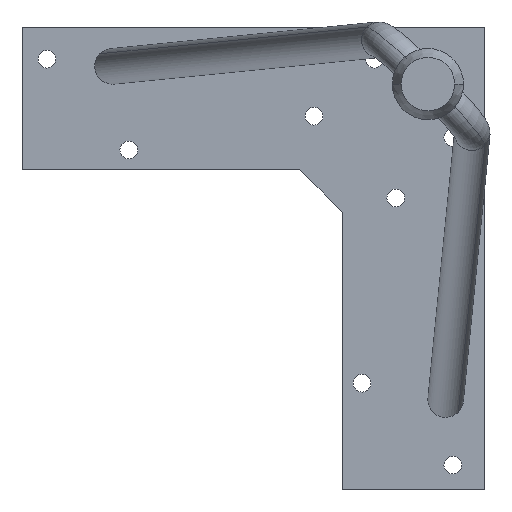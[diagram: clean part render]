
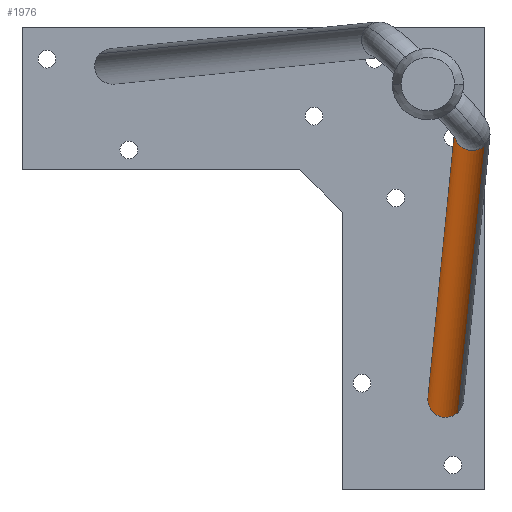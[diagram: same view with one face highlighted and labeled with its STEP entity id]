
A CAD part, front view. The second image highlights one B-rep face of the part: STEP entity #1976.
In plain terms, the highlighted cylindrical face has radius 5 mm (diameter 10 mm), a partial arc.
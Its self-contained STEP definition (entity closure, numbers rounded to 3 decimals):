
#69 = EDGE_CURVE ( 'NONE', #1374, #288, #1682, .T. ) ;
#78 = CARTESIAN_POINT ( 'NONE',  ( -7.462, -3., -108.116 ) ) ;
#101 = ORIENTED_EDGE ( 'NONE', *, *, #1431, .T. ) ;
#139 = LINE ( 'NONE', #1082, #429 ) ;
#192 = AXIS2_PLACEMENT_3D ( 'NONE', #722, #1960, #404 ) ;
#288 = VERTEX_POINT ( 'NONE', #1907 ) ;
#325 = FACE_OUTER_BOUND ( 'NONE', #764, .T. ) ;
#357 = VECTOR ( 'NONE', #1347, 1000. ) ;
#395 = VERTEX_POINT ( 'NONE', #1973 ) ;
#404 = DIRECTION ( 'NONE',  ( -0.71, 0.07, 0.701 ) ) ;
#429 = VECTOR ( 'NONE', #953, 1000. ) ;
#463 = ORIENTED_EDGE ( 'NONE', *, *, #1974, .F. ) ;
#553 = CARTESIAN_POINT ( 'NONE',  ( 0.008, -682.463, -33.207 ) ) ;
#580 = AXIS2_PLACEMENT_3D ( 'NONE', #654, #1726, #1538 ) ;
#654 = CARTESIAN_POINT ( 'NONE',  ( -3.54, -682.116, -29.701 ) ) ;
#722 = CARTESIAN_POINT ( 'NONE',  ( -3.54, -682.116, -29.701 ) ) ;
#764 = EDGE_LOOP ( 'NONE', ( #884, #2015, #101, #463 ) ) ;
#769 = EDGE_CURVE ( 'NONE', #1374, #1484, #139, .T. ) ;
#884 = ORIENTED_EDGE ( 'NONE', *, *, #769, .F. ) ;
#953 = DIRECTION ( 'NONE',  ( -0.011, 0.994, -0.11 ) ) ;
#1082 = CARTESIAN_POINT ( 'NONE',  ( 0.008, -682.463, -33.207 ) ) ;
#1104 = CYLINDRICAL_SURFACE ( 'NONE', #580, 5. ) ;
#1116 = CARTESIAN_POINT ( 'NONE',  ( -21.605, -3., -108.168 ) ) ;
#1210 = LINE ( 'NONE', #1326, #357 ) ;
#1326 = CARTESIAN_POINT ( 'NONE',  ( -7.088, -681.768, -26.196 ) ) ;
#1347 = DIRECTION ( 'NONE',  ( -0.011, 0.994, -0.11 ) ) ;
#1374 = VERTEX_POINT ( 'NONE', #553 ) ;
#1396 = CARTESIAN_POINT ( 'NONE',  ( -14.55, -3., -101.028 ) ) ;
#1431 = EDGE_CURVE ( 'NONE', #288, #395, #1210, .T. ) ;
#1484 = VERTEX_POINT ( 'NONE', #78 ) ;
#1538 = DIRECTION ( 'NONE',  ( -0.71, 0.07, 0.701 ) ) ;
#1564 = CARTESIAN_POINT ( 'NONE',  ( -7.462, -3., -108.116 ) ) ;
#1682 = CIRCLE ( 'NONE', #192, 5. ) ;
#1715 = CARTESIAN_POINT ( 'NONE',  ( -14.516, -3., -115.256 ) ) ;
#1726 = DIRECTION ( 'NONE',  ( -0.011, 0.994, -0.11 ) ) ;
#1887 =( BOUNDED_CURVE ( )  B_SPLINE_CURVE ( 3, ( #1564, #1715, #1116, #1396 ),
 .UNSPECIFIED., .F., .F. ) 
 B_SPLINE_CURVE_WITH_KNOTS ( ( 4, 4 ),
 ( 5.395, 8.537 ),
 .UNSPECIFIED. ) 
 CURVE ( )  GEOMETRIC_REPRESENTATION_ITEM ( )  RATIONAL_B_SPLINE_CURVE ( ( 1., 0.333, 0.333, 1. ) ) 
 REPRESENTATION_ITEM ( '' )  );
#1907 = CARTESIAN_POINT ( 'NONE',  ( -7.088, -681.768, -26.196 ) ) ;
#1960 = DIRECTION ( 'NONE',  ( -0.011, 0.994, -0.11 ) ) ;
#1973 = CARTESIAN_POINT ( 'NONE',  ( -14.55, -3., -101.028 ) ) ;
#1974 = EDGE_CURVE ( 'NONE', #1484, #395, #1887, .T. ) ;
#1976 = ADVANCED_FACE ( 'NONE', ( #325 ), #1104, .T. ) ;
#2015 = ORIENTED_EDGE ( 'NONE', *, *, #69, .T. ) ;
